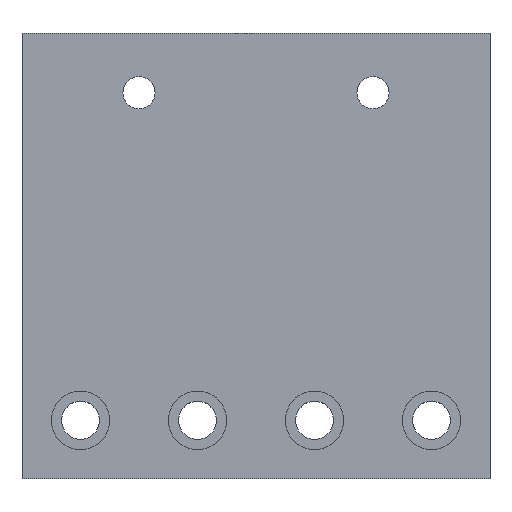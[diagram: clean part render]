
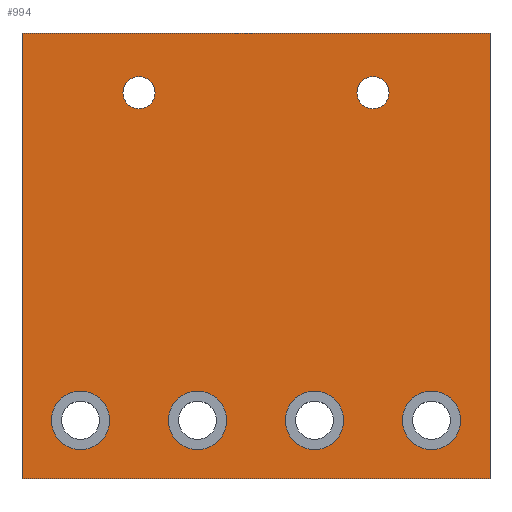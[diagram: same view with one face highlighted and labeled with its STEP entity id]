
A CAD part, top view. The second image highlights one B-rep face of the part: STEP entity #994.
In plain terms, the highlighted planar face has unit normal (0, 0, 1).
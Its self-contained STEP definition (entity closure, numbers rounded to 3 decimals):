
#9 = ORIENTED_EDGE ( 'NONE', *, *, #208, .F. ) ;
#12 = DIRECTION ( 'NONE',  ( 0., 0., 1. ) ) ;
#13 = LINE ( 'NONE', #571, #859 ) ;
#24 = VECTOR ( 'NONE', #476, 1000. ) ;
#25 = DIRECTION ( 'NONE',  ( 1., 0., 0. ) ) ;
#34 = VERTEX_POINT ( 'NONE', #104 ) ;
#41 = CIRCLE ( 'NONE', #428, 2.75 ) ;
#55 = CARTESIAN_POINT ( 'NONE',  ( -17.25, 27.9, 6.35 ) ) ;
#56 = CIRCLE ( 'NONE', #879, 5. ) ;
#58 = DIRECTION ( 'NONE',  ( 0., 0., 1. ) ) ;
#69 = VERTEX_POINT ( 'NONE', #752 ) ;
#83 = VERTEX_POINT ( 'NONE', #212 ) ;
#86 = DIRECTION ( 'NONE',  ( 0., 0., 1. ) ) ;
#90 = DIRECTION ( 'NONE',  ( 1., 0., 0. ) ) ;
#102 = AXIS2_PLACEMENT_3D ( 'NONE', #258, #493, #804 ) ;
#104 = CARTESIAN_POINT ( 'NONE',  ( 25., -28.1, 6.35 ) ) ;
#105 = CARTESIAN_POINT ( 'NONE',  ( -40., 38.1, 6.35 ) ) ;
#107 = CARTESIAN_POINT ( 'NONE',  ( -20., 27.9, 6.35 ) ) ;
#108 = CARTESIAN_POINT ( 'NONE',  ( -40., -38.1, 6.35 ) ) ;
#112 = FACE_BOUND ( 'NONE', #934, .T. ) ;
#129 = DIRECTION ( 'NONE',  ( 0., 0., 1. ) ) ;
#131 = EDGE_CURVE ( 'NONE', #947, #346, #630, .T. ) ;
#136 = VERTEX_POINT ( 'NONE', #55 ) ;
#139 = CARTESIAN_POINT ( 'NONE',  ( 40., 38.1, 6.35 ) ) ;
#149 = CARTESIAN_POINT ( 'NONE',  ( 10., -28.1, 6.35 ) ) ;
#156 = ORIENTED_EDGE ( 'NONE', *, *, #131, .F. ) ;
#176 = ORIENTED_EDGE ( 'NONE', *, *, #491, .F. ) ;
#187 = LINE ( 'NONE', #871, #24 ) ;
#198 = CARTESIAN_POINT ( 'NONE',  ( 5., -28.1, 6.35 ) ) ;
#199 = DIRECTION ( 'NONE',  ( -1., 0., 0. ) ) ;
#204 = DIRECTION ( 'NONE',  ( -1., 0., 0. ) ) ;
#208 = EDGE_CURVE ( 'NONE', #891, #301, #296, .T. ) ;
#212 = CARTESIAN_POINT ( 'NONE',  ( -22.75, 27.9, 6.35 ) ) ;
#245 = CIRCLE ( 'NONE', #330, 5. ) ;
#249 = CARTESIAN_POINT ( 'NONE',  ( -15., -28.1, 6.35 ) ) ;
#258 = CARTESIAN_POINT ( 'NONE',  ( -10., -28.1, 6.35 ) ) ;
#268 = CARTESIAN_POINT ( 'NONE',  ( -20., 27.9, 6.35 ) ) ;
#271 = EDGE_LOOP ( 'NONE', ( #462, #970 ) ) ;
#277 = EDGE_LOOP ( 'NONE', ( #761, #983, #838, #802 ) ) ;
#282 = CIRCLE ( 'NONE', #511, 5. ) ;
#296 = CIRCLE ( 'NONE', #391, 2.75 ) ;
#298 = AXIS2_PLACEMENT_3D ( 'NONE', #442, #968, #358 ) ;
#301 = VERTEX_POINT ( 'NONE', #689 ) ;
#312 = AXIS2_PLACEMENT_3D ( 'NONE', #107, #420, #686 ) ;
#320 = DIRECTION ( 'NONE',  ( -1., 0., 0. ) ) ;
#325 = ORIENTED_EDGE ( 'NONE', *, *, #468, .F. ) ;
#328 = AXIS2_PLACEMENT_3D ( 'NONE', #805, #407, #90 ) ;
#330 = AXIS2_PLACEMENT_3D ( 'NONE', #949, #343, #711 ) ;
#332 = VERTEX_POINT ( 'NONE', #139 ) ;
#337 = CARTESIAN_POINT ( 'NONE',  ( -40., -38.1, 6.35 ) ) ;
#343 = DIRECTION ( 'NONE',  ( 0., 0., 1. ) ) ;
#345 = VERTEX_POINT ( 'NONE', #372 ) ;
#346 = VERTEX_POINT ( 'NONE', #988 ) ;
#353 = FACE_OUTER_BOUND ( 'NONE', #277, .T. ) ;
#356 = EDGE_CURVE ( 'NONE', #540, #833, #282, .T. ) ;
#358 = DIRECTION ( 'NONE',  ( 1., 0., 0. ) ) ;
#362 = FACE_BOUND ( 'NONE', #653, .T. ) ;
#370 = EDGE_CURVE ( 'NONE', #332, #749, #13, .T. ) ;
#372 = CARTESIAN_POINT ( 'NONE',  ( -35., -28.1, 6.35 ) ) ;
#373 = EDGE_CURVE ( 'NONE', #967, #332, #623, .T. ) ;
#391 = AXIS2_PLACEMENT_3D ( 'NONE', #908, #129, #204 ) ;
#392 = VECTOR ( 'NONE', #631, 1000. ) ;
#394 = DIRECTION ( 'NONE',  ( -1., 0., 0. ) ) ;
#396 = DIRECTION ( 'NONE',  ( 0., 0., 1. ) ) ;
#397 = DIRECTION ( 'NONE',  ( 1., 0., 0. ) ) ;
#398 = EDGE_CURVE ( 'NONE', #907, #967, #187, .T. ) ;
#407 = DIRECTION ( 'NONE',  ( 0., 0., 1. ) ) ;
#409 = AXIS2_PLACEMENT_3D ( 'NONE', #642, #469, #25 ) ;
#410 = DIRECTION ( 'NONE',  ( 0., -1., 0. ) ) ;
#420 = DIRECTION ( 'NONE',  ( 0., 0., 1. ) ) ;
#428 = AXIS2_PLACEMENT_3D ( 'NONE', #619, #12, #320 ) ;
#442 = CARTESIAN_POINT ( 'NONE',  ( 0., 0., 6.35 ) ) ;
#447 = CARTESIAN_POINT ( 'NONE',  ( 10., -28.1, 6.35 ) ) ;
#457 = EDGE_CURVE ( 'NONE', #83, #136, #897, .T. ) ;
#462 = ORIENTED_EDGE ( 'NONE', *, *, #651, .F. ) ;
#468 = EDGE_CURVE ( 'NONE', #833, #540, #980, .T. ) ;
#469 = DIRECTION ( 'NONE',  ( 0., 0., 1. ) ) ;
#476 = DIRECTION ( 'NONE',  ( 1., 0., 0. ) ) ;
#482 = LINE ( 'NONE', #337, #487 ) ;
#487 = VECTOR ( 'NONE', #410, 1000. ) ;
#488 = AXIS2_PLACEMENT_3D ( 'NONE', #447, #58, #199 ) ;
#491 = EDGE_CURVE ( 'NONE', #136, #83, #574, .T. ) ;
#493 = DIRECTION ( 'NONE',  ( 0., 0., 1. ) ) ;
#495 = EDGE_LOOP ( 'NONE', ( #665, #9 ) ) ;
#501 = FACE_BOUND ( 'NONE', #887, .T. ) ;
#511 = AXIS2_PLACEMENT_3D ( 'NONE', #954, #86, #397 ) ;
#512 = CIRCLE ( 'NONE', #993, 5. ) ;
#540 = VERTEX_POINT ( 'NONE', #762 ) ;
#552 = DIRECTION ( 'NONE',  ( -1., 0., 0. ) ) ;
#557 = VERTEX_POINT ( 'NONE', #855 ) ;
#563 = DIRECTION ( 'NONE',  ( -1., 0., 0. ) ) ;
#571 = CARTESIAN_POINT ( 'NONE',  ( 40., 38.1, 6.35 ) ) ;
#572 = EDGE_CURVE ( 'NONE', #346, #947, #56, .T. ) ;
#574 = CIRCLE ( 'NONE', #312, 2.75 ) ;
#576 = ORIENTED_EDGE ( 'NONE', *, *, #356, .F. ) ;
#585 = FACE_BOUND ( 'NONE', #495, .T. ) ;
#591 = FACE_BOUND ( 'NONE', #271, .T. ) ;
#619 = CARTESIAN_POINT ( 'NONE',  ( 20., 27.9, 6.35 ) ) ;
#623 = LINE ( 'NONE', #935, #392 ) ;
#626 = ORIENTED_EDGE ( 'NONE', *, *, #906, .F. ) ;
#630 = CIRCLE ( 'NONE', #488, 5. ) ;
#631 = DIRECTION ( 'NONE',  ( 0., 1., 0. ) ) ;
#642 = CARTESIAN_POINT ( 'NONE',  ( -30., -28.1, 6.35 ) ) ;
#651 = EDGE_CURVE ( 'NONE', #69, #34, #245, .T. ) ;
#652 = AXIS2_PLACEMENT_3D ( 'NONE', #268, #814, #875 ) ;
#653 = EDGE_LOOP ( 'NONE', ( #576, #325 ) ) ;
#655 = PLANE ( 'NONE',  #298 ) ;
#665 = ORIENTED_EDGE ( 'NONE', *, *, #830, .F. ) ;
#669 = ORIENTED_EDGE ( 'NONE', *, *, #457, .F. ) ;
#677 = CIRCLE ( 'NONE', #328, 5. ) ;
#686 = DIRECTION ( 'NONE',  ( 1., 0., 0. ) ) ;
#689 = CARTESIAN_POINT ( 'NONE',  ( 17.25, 27.9, 6.35 ) ) ;
#711 = DIRECTION ( 'NONE',  ( -1., 0., 0. ) ) ;
#735 = ORIENTED_EDGE ( 'NONE', *, *, #803, .F. ) ;
#737 = FACE_BOUND ( 'NONE', #958, .T. ) ;
#740 = EDGE_CURVE ( 'NONE', #749, #907, #482, .T. ) ;
#749 = VERTEX_POINT ( 'NONE', #105 ) ;
#752 = CARTESIAN_POINT ( 'NONE',  ( 35., -28.1, 6.35 ) ) ;
#761 = ORIENTED_EDGE ( 'NONE', *, *, #740, .T. ) ;
#762 = CARTESIAN_POINT ( 'NONE',  ( -5., -28.1, 6.35 ) ) ;
#776 = DIRECTION ( 'NONE',  ( 0., 0., 1. ) ) ;
#788 = EDGE_CURVE ( 'NONE', #34, #69, #512, .T. ) ;
#802 = ORIENTED_EDGE ( 'NONE', *, *, #370, .T. ) ;
#803 = EDGE_CURVE ( 'NONE', #345, #557, #898, .T. ) ;
#804 = DIRECTION ( 'NONE',  ( 1., 0., 0. ) ) ;
#805 = CARTESIAN_POINT ( 'NONE',  ( -30., -28.1, 6.35 ) ) ;
#814 = DIRECTION ( 'NONE',  ( 0., 0., 1. ) ) ;
#815 = CARTESIAN_POINT ( 'NONE',  ( 40., -38.1, 6.35 ) ) ;
#830 = EDGE_CURVE ( 'NONE', #301, #891, #41, .T. ) ;
#833 = VERTEX_POINT ( 'NONE', #249 ) ;
#838 = ORIENTED_EDGE ( 'NONE', *, *, #373, .T. ) ;
#855 = CARTESIAN_POINT ( 'NONE',  ( -25., -28.1, 6.35 ) ) ;
#859 = VECTOR ( 'NONE', #552, 1000. ) ;
#861 = CARTESIAN_POINT ( 'NONE',  ( 22.75, 27.9, 6.35 ) ) ;
#865 = CARTESIAN_POINT ( 'NONE',  ( 30., -28.1, 6.35 ) ) ;
#871 = CARTESIAN_POINT ( 'NONE',  ( 40., -38.1, 6.35 ) ) ;
#875 = DIRECTION ( 'NONE',  ( 1., 0., 0. ) ) ;
#879 = AXIS2_PLACEMENT_3D ( 'NONE', #149, #776, #394 ) ;
#887 = EDGE_LOOP ( 'NONE', ( #923, #156 ) ) ;
#891 = VERTEX_POINT ( 'NONE', #861 ) ;
#897 = CIRCLE ( 'NONE', #652, 2.75 ) ;
#898 = CIRCLE ( 'NONE', #409, 5. ) ;
#906 = EDGE_CURVE ( 'NONE', #557, #345, #677, .T. ) ;
#907 = VERTEX_POINT ( 'NONE', #108 ) ;
#908 = CARTESIAN_POINT ( 'NONE',  ( 20., 27.9, 6.35 ) ) ;
#923 = ORIENTED_EDGE ( 'NONE', *, *, #572, .F. ) ;
#934 = EDGE_LOOP ( 'NONE', ( #626, #735 ) ) ;
#935 = CARTESIAN_POINT ( 'NONE',  ( 40., -38.1, 6.35 ) ) ;
#947 = VERTEX_POINT ( 'NONE', #198 ) ;
#949 = CARTESIAN_POINT ( 'NONE',  ( 30., -28.1, 6.35 ) ) ;
#954 = CARTESIAN_POINT ( 'NONE',  ( -10., -28.1, 6.35 ) ) ;
#958 = EDGE_LOOP ( 'NONE', ( #669, #176 ) ) ;
#967 = VERTEX_POINT ( 'NONE', #815 ) ;
#968 = DIRECTION ( 'NONE',  ( 0., 0., 1. ) ) ;
#970 = ORIENTED_EDGE ( 'NONE', *, *, #788, .F. ) ;
#980 = CIRCLE ( 'NONE', #102, 5. ) ;
#983 = ORIENTED_EDGE ( 'NONE', *, *, #398, .T. ) ;
#988 = CARTESIAN_POINT ( 'NONE',  ( 15., -28.1, 6.35 ) ) ;
#993 = AXIS2_PLACEMENT_3D ( 'NONE', #865, #396, #563 ) ;
#994 = ADVANCED_FACE ( 'NONE', ( #737, #585, #112, #501, #591, #362, #353 ), #655, .T. ) ;
